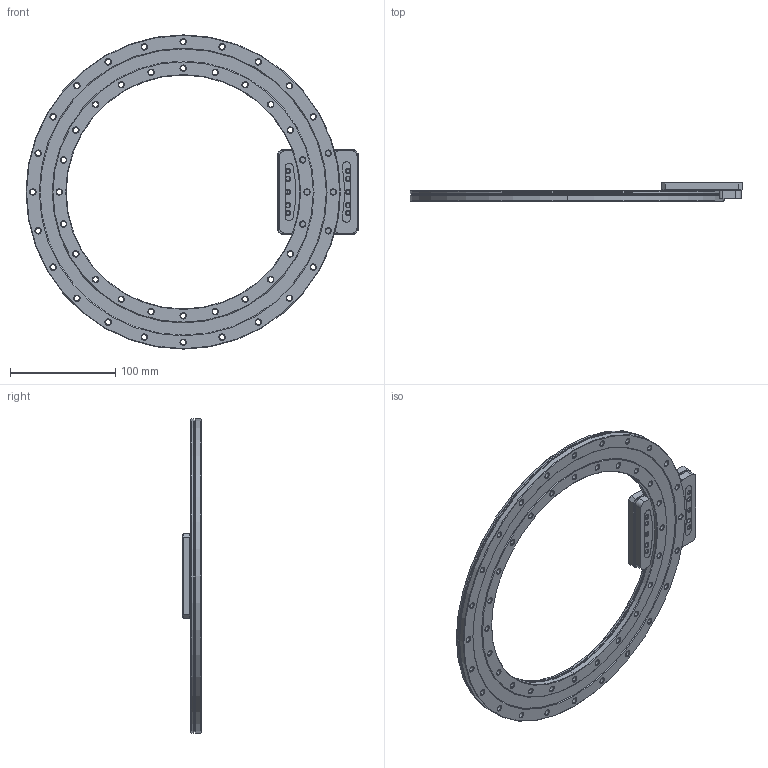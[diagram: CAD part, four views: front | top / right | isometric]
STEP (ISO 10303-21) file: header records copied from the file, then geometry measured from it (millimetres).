
FILE_DESCRIPTION(/* description */ (''),/* implementation_level */ '2;1');
FILE_NAME(/* name */ 'RPM 3-22.30.stp',/* time_stamp */ '2024-11-11T13:34:21+01:00',/* author */ (''),/* organization */ (''),/* preprocessor_version */ 'ST-DEVELOPER v16.7',/* originating_system */ 'SIEMENS PLM Software NX 12.0',/* authorisation */ '');
FILE_SCHEMA (('AUTOMOTIVE_DESIGN { 1 0 10303 214 3 1 1 1 }'));
Length unit declared in the file: millimetre
Products named in the file (1): RPM 3-22.30_step_step
Bounding box: 314.98 x 18 x 298.2 mm (x, y, z)
Volume: 349269.4 mm3; surface area: 110351.1 mm2
Topology: 2 solids, 2 shells, 1013 faces, 2371 edges, 1479 vertices
Faces by surface type: plane 352, cone 278, cylinder 274, bspline 92, torus 16, sphere 1
Entity records: 31591 total; most frequent: CARTESIAN_POINT 6135, DIRECTION 4896, ORIENTED_EDGE 4732, EDGE_CURVE 2366, AXIS2_PLACEMENT_3D 1790, VERTEX_POINT 1477, LINE 1316, VECTOR 1316
